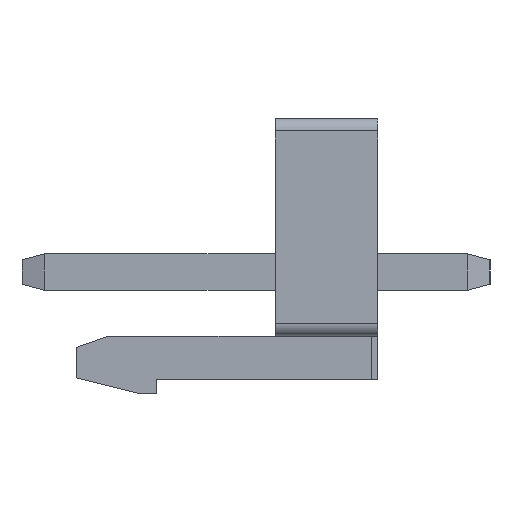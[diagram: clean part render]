
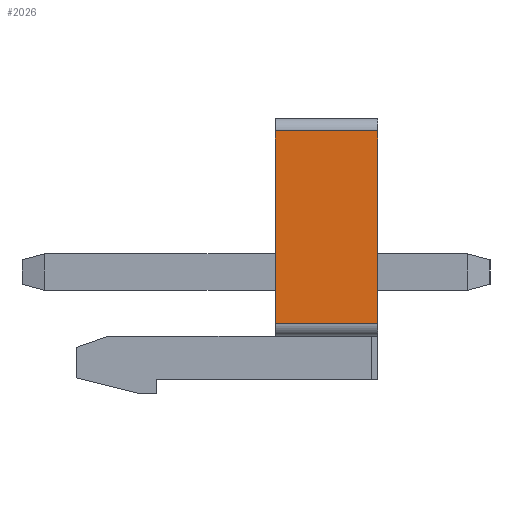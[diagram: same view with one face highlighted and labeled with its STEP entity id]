
A CAD part, left-side view. The second image highlights one B-rep face of the part: STEP entity #2026.
In plain terms, the highlighted planar face has unit normal (-1, 0, 0).
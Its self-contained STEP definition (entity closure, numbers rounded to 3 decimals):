
#1796 = VERTEX_POINT('',#1797);
#1797 = CARTESIAN_POINT('',(-11.85,3.2,-1.6));
#1809 = VERTEX_POINT('',#1810);
#1810 = CARTESIAN_POINT('',(-11.85,3.2,4.4));
#1817 = EDGE_CURVE('',#1796,#1809,#1818,.T.);
#1818 = LINE('',#1819,#1820);
#1819 = CARTESIAN_POINT('',(-11.85,3.2,4.4));
#1820 = VECTOR('',#1821,1.);
#1821 = DIRECTION('',(0.,0.,1.));
#1866 = VERTEX_POINT('',#1867);
#1867 = CARTESIAN_POINT('',(-11.85,0.,4.4));
#1876 = EDGE_CURVE('',#1809,#1866,#1877,.T.);
#1877 = LINE('',#1878,#1879);
#1878 = CARTESIAN_POINT('',(-11.85,3.2,4.4));
#1879 = VECTOR('',#1880,1.);
#1880 = DIRECTION('',(-0.,-1.,-0.));
#1893 = EDGE_CURVE('',#1894,#1866,#1896,.T.);
#1894 = VERTEX_POINT('',#1895);
#1895 = CARTESIAN_POINT('',(-11.85,0.,-1.6));
#1896 = LINE('',#1897,#1898);
#1897 = CARTESIAN_POINT('',(-11.85,0.,4.4));
#1898 = VECTOR('',#1899,1.);
#1899 = DIRECTION('',(0.,0.,1.));
#2014 = EDGE_CURVE('',#1796,#1894,#2015,.T.);
#2015 = LINE('',#2016,#2017);
#2016 = CARTESIAN_POINT('',(-11.85,3.2,-1.6));
#2017 = VECTOR('',#2018,1.);
#2018 = DIRECTION('',(-0.,-1.,-0.));
#2026 = ADVANCED_FACE('',(#2027),#2033,.F.);
#2027 = FACE_BOUND('',#2028,.T.);
#2028 = EDGE_LOOP('',(#2029,#2030,#2031,#2032));
#2029 = ORIENTED_EDGE('',*,*,#1893,.T.);
#2030 = ORIENTED_EDGE('',*,*,#1876,.F.);
#2031 = ORIENTED_EDGE('',*,*,#1817,.F.);
#2032 = ORIENTED_EDGE('',*,*,#2014,.T.);
#2033 = PLANE('',#2034);
#2034 = AXIS2_PLACEMENT_3D('',#2035,#2036,#2037);
#2035 = CARTESIAN_POINT('',(-11.85,3.2,4.4));
#2036 = DIRECTION('',(1.,0.,0.));
#2037 = DIRECTION('',(0.,0.,-1.));
